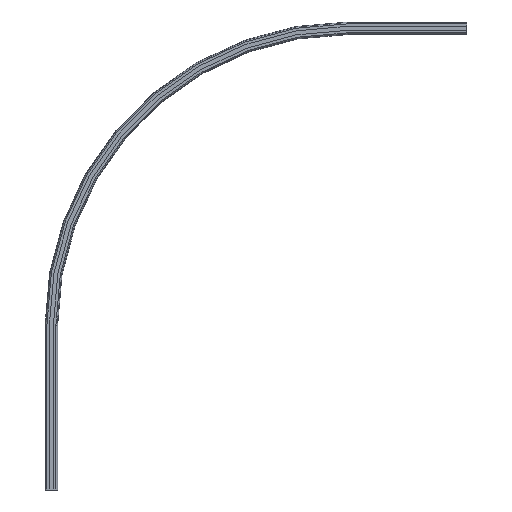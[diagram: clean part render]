
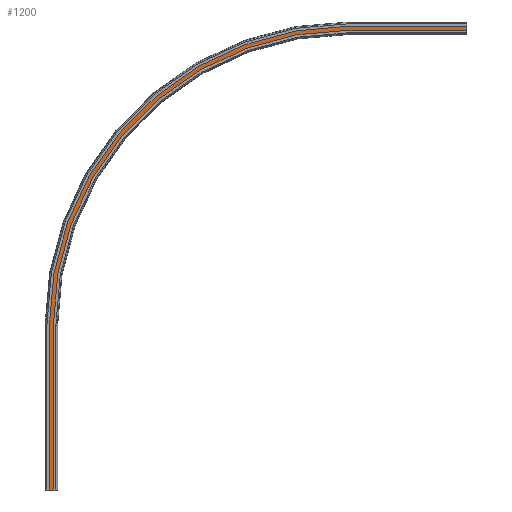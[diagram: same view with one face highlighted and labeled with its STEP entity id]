
A CAD part, front view. The second image highlights one B-rep face of the part: STEP entity #1200.
In plain terms, the highlighted planar face has unit normal (0, -1, 0).
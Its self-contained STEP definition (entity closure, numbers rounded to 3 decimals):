
#53=PLANE('',#1342);
#108=FACE_OUTER_BOUND('',#179,.T.);
#179=EDGE_LOOP('',(#1018,#1019,#1020,#1021,#1022,#1023,#1024,#1025));
#209=LINE('',#1807,#315);
#211=LINE('',#1817,#317);
#252=LINE('',#1926,#358);
#285=LINE('',#2027,#391);
#287=LINE('',#2037,#393);
#302=LINE('',#2074,#408);
#315=VECTOR('',#1414,10.);
#317=VECTOR('',#1424,10.);
#358=VECTOR('',#1525,10.);
#391=VECTOR('',#1618,10.);
#393=VECTOR('',#1628,10.);
#408=VECTOR('',#1663,10.);
#462=CIRCLE('',#1341,442.2);
#463=CIRCLE('',#1343,457.8);
#493=VERTEX_POINT('',#1804);
#494=VERTEX_POINT('',#1806);
#495=VERTEX_POINT('',#1810);
#498=VERTEX_POINT('',#1815);
#573=VERTEX_POINT('',#2024);
#574=VERTEX_POINT('',#2026);
#575=VERTEX_POINT('',#2030);
#578=VERTEX_POINT('',#2035);
#605=EDGE_CURVE('',#494,#493,#209,.T.);
#610=EDGE_CURVE('',#498,#495,#211,.T.);
#665=EDGE_CURVE('',#493,#495,#252,.T.);
#713=EDGE_CURVE('',#574,#573,#285,.T.);
#718=EDGE_CURVE('',#578,#575,#287,.T.);
#737=EDGE_CURVE('',#573,#575,#302,.T.);
#747=EDGE_CURVE('',#578,#494,#462,.T.);
#748=EDGE_CURVE('',#574,#498,#463,.T.);
#1018=ORIENTED_EDGE('',*,*,#748,.F.);
#1019=ORIENTED_EDGE('',*,*,#713,.T.);
#1020=ORIENTED_EDGE('',*,*,#737,.T.);
#1021=ORIENTED_EDGE('',*,*,#718,.F.);
#1022=ORIENTED_EDGE('',*,*,#747,.T.);
#1023=ORIENTED_EDGE('',*,*,#605,.T.);
#1024=ORIENTED_EDGE('',*,*,#665,.T.);
#1025=ORIENTED_EDGE('',*,*,#610,.F.);
#1200=ADVANCED_FACE('',(#108),#53,.T.);
#1341=AXIS2_PLACEMENT_3D('',#2090,#1691,#1692);
#1342=AXIS2_PLACEMENT_3D('',#2091,#1693,#1694);
#1343=AXIS2_PLACEMENT_3D('',#2092,#1695,#1696);
#1414=DIRECTION('',(1.,0.,0.));
#1424=DIRECTION('',(1.,0.,0.));
#1525=DIRECTION('',(0.,0.,1.));
#1618=DIRECTION('',(0.,0.,-1.));
#1628=DIRECTION('',(0.,0.,-1.));
#1663=DIRECTION('',(1.,0.,0.));
#1691=DIRECTION('center_axis',(0.,1.,0.));
#1692=DIRECTION('ref_axis',(-1.,0.,0.));
#1693=DIRECTION('center_axis',(0.,-1.,0.));
#1694=DIRECTION('ref_axis',(0.,0.,-1.));
#1695=DIRECTION('center_axis',(0.,1.,0.));
#1696=DIRECTION('ref_axis',(-1.,0.,0.));
#1804=CARTESIAN_POINT('',(629.637,18.181,442.2));
#1806=CARTESIAN_POINT('',(449.637,18.181,442.2));
#1807=CARTESIAN_POINT('',(449.637,18.181,442.2));
#1810=CARTESIAN_POINT('',(629.637,18.181,457.8));
#1815=CARTESIAN_POINT('',(449.637,18.181,457.8));
#1817=CARTESIAN_POINT('',(449.637,18.181,457.8));
#1926=CARTESIAN_POINT('',(629.637,18.181,457.8));
#2024=CARTESIAN_POINT('',(-8.163,18.181,-250.));
#2026=CARTESIAN_POINT('',(-8.163,18.181,0.));
#2027=CARTESIAN_POINT('',(-8.163,18.181,0.));
#2030=CARTESIAN_POINT('',(7.437,18.181,-250.));
#2035=CARTESIAN_POINT('',(7.437,18.181,0.));
#2037=CARTESIAN_POINT('',(7.437,18.181,0.));
#2074=CARTESIAN_POINT('',(7.437,18.181,-250.));
#2090=CARTESIAN_POINT('Origin',(449.637,18.181,0.));
#2091=CARTESIAN_POINT('Origin',(-4.263,18.181,0.));
#2092=CARTESIAN_POINT('Origin',(449.637,18.181,0.));
